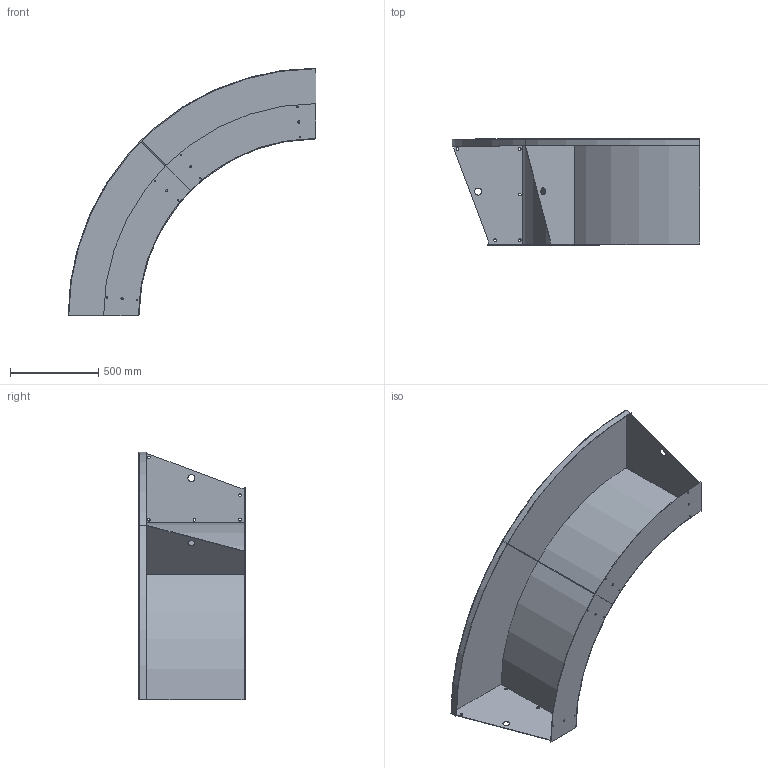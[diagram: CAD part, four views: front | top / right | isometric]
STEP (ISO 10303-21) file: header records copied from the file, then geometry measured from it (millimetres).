
FILE_DESCRIPTION (( 'STEP AP203' ), '1' );
FILE_NAME ('CRCN3_600_1000_400_Wide.STEP', '2020-05-01T06:31:11', ( '' ), ( '' ), 'SwSTEP 2.0', 'SolidWorks 2019', '' );
FILE_SCHEMA (( 'CONFIG_CONTROL_DESIGN' ));
Length unit declared in the file: millimetre
Products named in the file (7): CR3_600_400 Con Wide; CRCN3_600_1000_400_Innerwall_Wide; CRCN3_600_1000_400_Wall_Wide; CR3_600_400 Con m Wide; CRCN3_600_1000_400_Bottom_Wide; CRCN3_600_1000_400_Top_Wide; CRCN3_600_1000_400_Wide
Assembly tree (9 placements, depth 2):
  CRCN3_600_1000_400_Wide
    CRCN3_600_1000_400_Bottom_Wide  x2
    CRCN3_600_1000_400_Innerwall_Wide
    CRCN3_600_1000_400_Top_Wide  x2
    CRCN3_600_1000_400_Wall_Wide
    CR3_600_400 Con m Wide
    CR3_600_400 Con Wide  x2
Bounding box: 1400 x 600 x 1400 mm (x, y, z)
Volume: 7902586.6 mm3; surface area: 5343436.8 mm2
Topology: 9 solids, 9 shells, 122 faces, 312 edges, 208 vertices
Faces by surface type: cylinder 62, plane 60
Entity records: 3127 total; most frequent: DIRECTION 426, CARTESIAN_POINT 396, ORIENTED_EDGE 372, EDGE_CURVE 186, AXIS2_PLACEMENT_3D 154, VERTEX_POINT 124, VECTOR 118, LINE 118
